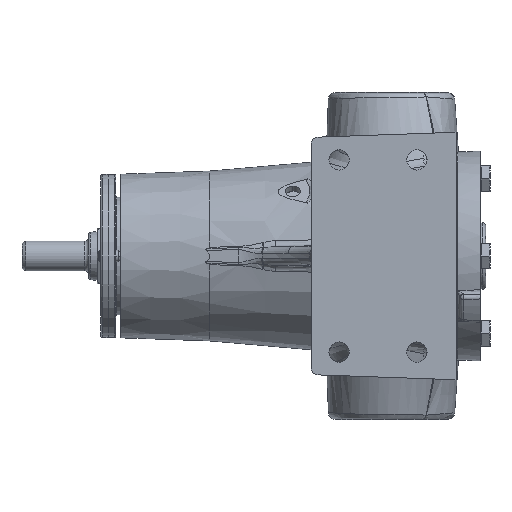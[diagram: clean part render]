
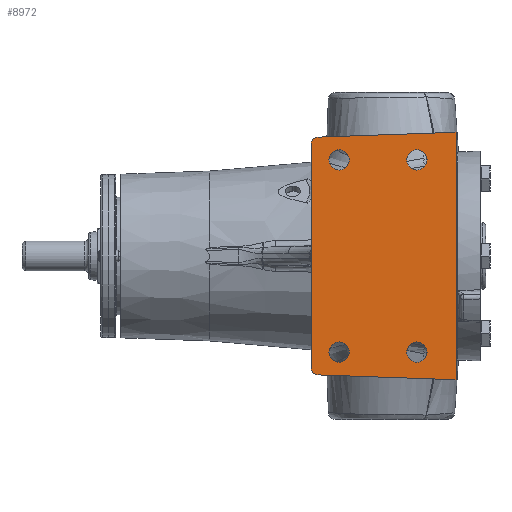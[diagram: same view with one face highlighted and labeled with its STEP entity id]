
A CAD part, front view. The second image highlights one B-rep face of the part: STEP entity #8972.
In plain terms, the highlighted planar face has unit normal (0, -1, 0).
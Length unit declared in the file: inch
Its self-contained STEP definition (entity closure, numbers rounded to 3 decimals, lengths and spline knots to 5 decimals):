
#543 = ORIENTED_EDGE ( 'NONE', *, *, #32818, .F. ) ;
#860 = EDGE_CURVE ( 'NONE', #19304, #36069, #16699, .T. ) ;
#1081 = DIRECTION ( 'NONE',  ( 0., -1., 0. ) ) ;
#1984 = DIRECTION ( 'NONE',  ( 0., 0., -1. ) ) ;
#2317 = VERTEX_POINT ( 'NONE', #8302 ) ;
#2375 = VERTEX_POINT ( 'NONE', #31956 ) ;
#2799 = EDGE_CURVE ( 'NONE', #36069, #19304, #23159, .T. ) ;
#3505 = LINE ( 'NONE', #28298, #19921 ) ;
#3647 = LINE ( 'NONE', #39850, #11891 ) ;
#3756 = AXIS2_PLACEMENT_3D ( 'NONE', #25609, #1081, #22068 ) ;
#4716 = AXIS2_PLACEMENT_3D ( 'NONE', #34012, #13008, #37496 ) ;
#4757 = CIRCLE ( 'NONE', #14761, 0.17187 ) ;
#4980 = ORIENTED_EDGE ( 'NONE', *, *, #43598, .T. ) ;
#5061 = EDGE_CURVE ( 'NONE', #33824, #2375, #39236, .T. ) ;
#5116 = VERTEX_POINT ( 'NONE', #16981 ) ;
#5497 = CARTESIAN_POINT ( 'NONE',  ( -2., -2.75, 1.62 ) ) ;
#6196 = VERTEX_POINT ( 'NONE', #16374 ) ;
#6289 = DIRECTION ( 'NONE',  ( 0., -1., 0. ) ) ;
#6668 = DIRECTION ( 'NONE',  ( 0., 0., -1. ) ) ;
#7612 = ORIENTED_EDGE ( 'NONE', *, *, #33631, .F. ) ;
#8302 = CARTESIAN_POINT ( 'NONE',  ( -2.47, -2.75, -1.88412 ) ) ;
#8869 = ORIENTED_EDGE ( 'NONE', *, *, #19072, .T. ) ;
#8972 = ADVANCED_FACE ( 'NONE', ( #25273, #42783, #43860, #12224, #26405 ), #31543, .T. ) ;
#9114 = EDGE_LOOP ( 'NONE', ( #4980, #26972, #7612, #32138, #42585, #8869 ) ) ;
#9996 = ORIENTED_EDGE ( 'NONE', *, *, #43420, .F. ) ;
#10174 = CARTESIAN_POINT ( 'NONE',  ( -0.69, -2.75, -1.62 ) ) ;
#10578 = AXIS2_PLACEMENT_3D ( 'NONE', #15281, #36265, #11757 ) ;
#10806 = AXIS2_PLACEMENT_3D ( 'NONE', #40269, #15811, #36780 ) ;
#10971 = CIRCLE ( 'NONE', #10578, 0.17187 ) ;
#11117 = CARTESIAN_POINT ( 'NONE',  ( -0.03, -2.75, -2.08521 ) ) ;
#11139 = EDGE_LOOP ( 'NONE', ( #9996, #12991 ) ) ;
#11537 = CIRCLE ( 'NONE', #39615, 0.17187 ) ;
#11757 = DIRECTION ( 'NONE',  ( 0., 0., -1. ) ) ;
#11864 = DIRECTION ( 'NONE',  ( 0., 0., 1. ) ) ;
#11891 = VECTOR ( 'NONE', #11864, 39.37008 ) ;
#12059 = DIRECTION ( 'NONE',  ( 0., -1., 0. ) ) ;
#12079 = EDGE_CURVE ( 'NONE', #40149, #13932, #32338, .T. ) ;
#12224 = FACE_BOUND ( 'NONE', #14174, .T. ) ;
#12534 = CARTESIAN_POINT ( 'NONE',  ( -2.35, -2.75, -1.88412 ) ) ;
#12549 = CARTESIAN_POINT ( 'NONE',  ( -2.47, -2.75, -2. ) ) ;
#12991 = ORIENTED_EDGE ( 'NONE', *, *, #44543, .F. ) ;
#13008 = DIRECTION ( 'NONE',  ( 0., -1., 0. ) ) ;
#13932 = VERTEX_POINT ( 'NONE', #11117 ) ;
#13946 = DIRECTION ( 'NONE',  ( 0., 0., -1. ) ) ;
#14174 = EDGE_LOOP ( 'NONE', ( #44099, #36082 ) ) ;
#14561 = CARTESIAN_POINT ( 'NONE',  ( -2., -2.75, -1.79188 ) ) ;
#14761 = AXIS2_PLACEMENT_3D ( 'NONE', #24093, #45021, #20554 ) ;
#15281 = CARTESIAN_POINT ( 'NONE',  ( -2., -2.75, 1.62 ) ) ;
#15811 = DIRECTION ( 'NONE',  ( 0., -1., 0. ) ) ;
#16056 = DIRECTION ( 'NONE',  ( 0., 0., -1. ) ) ;
#16374 = CARTESIAN_POINT ( 'NONE',  ( -2., -2.75, 1.79188 ) ) ;
#16699 = CIRCLE ( 'NONE', #10806, 0.17187 ) ;
#16981 = CARTESIAN_POINT ( 'NONE',  ( -0.03, -2.75, 2.08521 ) ) ;
#17098 = CARTESIAN_POINT ( 'NONE',  ( -2., -2.75, -1.44813 ) ) ;
#18209 = AXIS2_PLACEMENT_3D ( 'NONE', #28161, #34917, #13946 ) ;
#18228 = VERTEX_POINT ( 'NONE', #27738 ) ;
#18914 = VERTEX_POINT ( 'NONE', #17098 ) ;
#19072 = EDGE_CURVE ( 'NONE', #13932, #5116, #36161, .T. ) ;
#19304 = VERTEX_POINT ( 'NONE', #39871 ) ;
#19887 = CARTESIAN_POINT ( 'NONE',  ( 0., -2.75, 0. ) ) ;
#19921 = VECTOR ( 'NONE', #42210, 39.37008 ) ;
#20554 = DIRECTION ( 'NONE',  ( 0., 0., -1. ) ) ;
#22068 = DIRECTION ( 'NONE',  ( 0., 0., -1. ) ) ;
#23159 = CIRCLE ( 'NONE', #33652, 0.17187 ) ;
#23169 = CIRCLE ( 'NONE', #27807, 0.12 ) ;
#24093 = CARTESIAN_POINT ( 'NONE',  ( -2., -2.75, -1.62 ) ) ;
#25087 = EDGE_LOOP ( 'NONE', ( #25279, #44296 ) ) ;
#25273 = FACE_BOUND ( 'NONE', #25087, .T. ) ;
#25279 = ORIENTED_EDGE ( 'NONE', *, *, #29721, .F. ) ;
#25609 = CARTESIAN_POINT ( 'NONE',  ( -0.69, -2.75, 1.62 ) ) ;
#26405 = FACE_OUTER_BOUND ( 'NONE', #9114, .T. ) ;
#26515 = DIRECTION ( 'NONE',  ( 0., -1., 0. ) ) ;
#26585 = AXIS2_PLACEMENT_3D ( 'NONE', #19887, #6289, #31116 ) ;
#26972 = ORIENTED_EDGE ( 'NONE', *, *, #5061, .F. ) ;
#27738 = CARTESIAN_POINT ( 'NONE',  ( -0.69, -2.75, 1.44813 ) ) ;
#27807 = AXIS2_PLACEMENT_3D ( 'NONE', #12534, #37040, #16056 ) ;
#28018 = CARTESIAN_POINT ( 'NONE',  ( -0.69, -2.75, -1.79188 ) ) ;
#28150 = CARTESIAN_POINT ( 'NONE',  ( -2.47, -2.75, 1.88412 ) ) ;
#28161 = CARTESIAN_POINT ( 'NONE',  ( -2.35, -2.75, 1.88412 ) ) ;
#28298 = CARTESIAN_POINT ( 'NONE',  ( -2.47, -2.75, 2. ) ) ;
#29268 = CARTESIAN_POINT ( 'NONE',  ( -0.69, -2.75, 1.79188 ) ) ;
#29721 = EDGE_CURVE ( 'NONE', #34498, #18914, #4757, .T. ) ;
#29788 = CARTESIAN_POINT ( 'NONE',  ( -0.03, -2.75, 0. ) ) ;
#30170 = DIRECTION ( 'NONE',  ( 0.999, 0., -0.035 ) ) ;
#31116 = DIRECTION ( 'NONE',  ( 0., 0., -1. ) ) ;
#31190 = DIRECTION ( 'NONE',  ( 0., -1., 0. ) ) ;
#31543 = PLANE ( 'NONE',  #26585 ) ;
#31956 = CARTESIAN_POINT ( 'NONE',  ( -2.35419, -2.75, 2.00404 ) ) ;
#32138 = ORIENTED_EDGE ( 'NONE', *, *, #35402, .F. ) ;
#32338 = LINE ( 'NONE', #12549, #39388 ) ;
#32616 = CIRCLE ( 'NONE', #4716, 0.17187 ) ;
#32760 = EDGE_CURVE ( 'NONE', #18914, #34498, #11537, .T. ) ;
#32818 = EDGE_CURVE ( 'NONE', #38924, #6196, #10971, .T. ) ;
#33079 = DIRECTION ( 'NONE',  ( 0., 0., -1. ) ) ;
#33631 = EDGE_CURVE ( 'NONE', #2317, #33824, #3647, .T. ) ;
#33652 = AXIS2_PLACEMENT_3D ( 'NONE', #10174, #31190, #6668 ) ;
#33824 = VERTEX_POINT ( 'NONE', #28150 ) ;
#34012 = CARTESIAN_POINT ( 'NONE',  ( -0.69, -2.75, 1.62 ) ) ;
#34498 = VERTEX_POINT ( 'NONE', #14561 ) ;
#34917 = DIRECTION ( 'NONE',  ( 0., 1., 0. ) ) ;
#35402 = EDGE_CURVE ( 'NONE', #40149, #2317, #23169, .T. ) ;
#36069 = VERTEX_POINT ( 'NONE', #28018 ) ;
#36082 = ORIENTED_EDGE ( 'NONE', *, *, #860, .F. ) ;
#36161 = LINE ( 'NONE', #29788, #42147 ) ;
#36265 = DIRECTION ( 'NONE',  ( 0., -1., 0. ) ) ;
#36439 = ORIENTED_EDGE ( 'NONE', *, *, #37012, .F. ) ;
#36561 = CARTESIAN_POINT ( 'NONE',  ( -2., -2.75, -1.62 ) ) ;
#36780 = DIRECTION ( 'NONE',  ( 0., 0., -1. ) ) ;
#36836 = DIRECTION ( 'NONE',  ( 0., 0., 1. ) ) ;
#36867 = AXIS2_PLACEMENT_3D ( 'NONE', #5497, #26515, #1984 ) ;
#36941 = CIRCLE ( 'NONE', #3756, 0.17187 ) ;
#37012 = EDGE_CURVE ( 'NONE', #6196, #38924, #42029, .T. ) ;
#37040 = DIRECTION ( 'NONE',  ( 0., 1., 0. ) ) ;
#37496 = DIRECTION ( 'NONE',  ( 0., 0., -1. ) ) ;
#37649 = EDGE_LOOP ( 'NONE', ( #543, #36439 ) ) ;
#37882 = VERTEX_POINT ( 'NONE', #29268 ) ;
#38924 = VERTEX_POINT ( 'NONE', #39051 ) ;
#39051 = CARTESIAN_POINT ( 'NONE',  ( -2., -2.75, 1.44813 ) ) ;
#39236 = CIRCLE ( 'NONE', #18209, 0.12 ) ;
#39388 = VECTOR ( 'NONE', #30170, 39.37008 ) ;
#39615 = AXIS2_PLACEMENT_3D ( 'NONE', #36561, #12059, #33079 ) ;
#39850 = CARTESIAN_POINT ( 'NONE',  ( -2.47, -2.75, 0. ) ) ;
#39871 = CARTESIAN_POINT ( 'NONE',  ( -0.69, -2.75, -1.44813 ) ) ;
#40149 = VERTEX_POINT ( 'NONE', #40525 ) ;
#40269 = CARTESIAN_POINT ( 'NONE',  ( -0.69, -2.75, -1.62 ) ) ;
#40525 = CARTESIAN_POINT ( 'NONE',  ( -2.35419, -2.75, -2.00404 ) ) ;
#42029 = CIRCLE ( 'NONE', #36867, 0.17187 ) ;
#42147 = VECTOR ( 'NONE', #36836, 39.37008 ) ;
#42210 = DIRECTION ( 'NONE',  ( -0.999, 0., -0.035 ) ) ;
#42585 = ORIENTED_EDGE ( 'NONE', *, *, #12079, .T. ) ;
#42783 = FACE_BOUND ( 'NONE', #11139, .T. ) ;
#43420 = EDGE_CURVE ( 'NONE', #18228, #37882, #32616, .T. ) ;
#43598 = EDGE_CURVE ( 'NONE', #5116, #2375, #3505, .T. ) ;
#43860 = FACE_BOUND ( 'NONE', #37649, .T. ) ;
#44099 = ORIENTED_EDGE ( 'NONE', *, *, #2799, .F. ) ;
#44296 = ORIENTED_EDGE ( 'NONE', *, *, #32760, .F. ) ;
#44543 = EDGE_CURVE ( 'NONE', #37882, #18228, #36941, .T. ) ;
#45021 = DIRECTION ( 'NONE',  ( 0., -1., 0. ) ) ;
